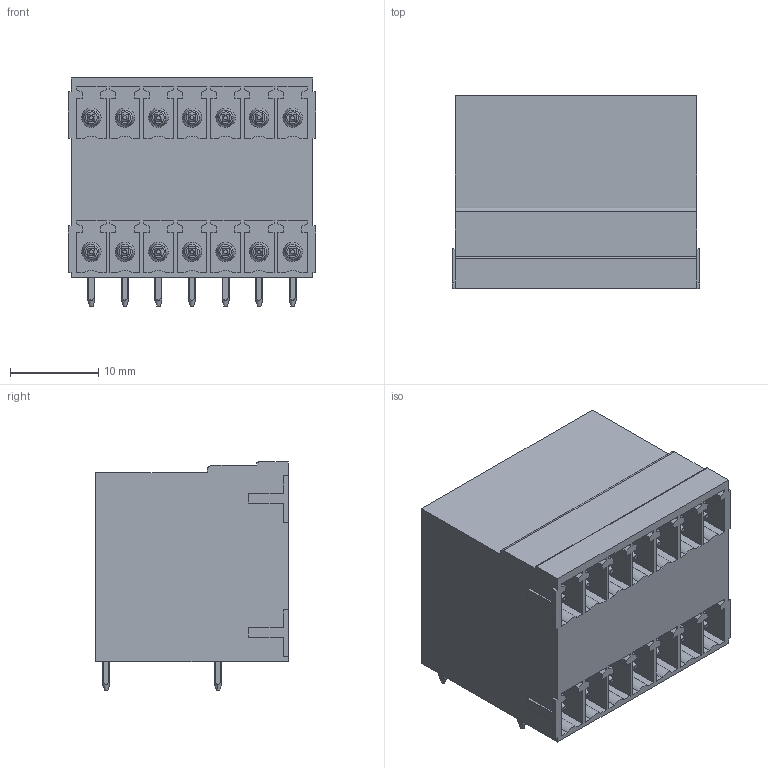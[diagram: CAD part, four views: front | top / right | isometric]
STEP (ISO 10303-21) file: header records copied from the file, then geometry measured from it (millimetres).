
FILE_DESCRIPTION(('CATIA V5 STEP Exchange','CAx-IF Rec.Pracs.--- Model Styling and Organization---1.2---2011-12-15'),'2;1');
FILE_NAME ('D1460822_0_1973780000_1973780000.stp','2018-10-05T05:21:35+00:00',('none'),('Weidmueller'),'CATIA Version 5-6 Release 2014','CATIA V5 STEP AP214','none');
FILE_SCHEMA(('AUTOMOTIVE_DESIGN { 1 0 10303 214 1 1 1 1 }'));
Length unit declared in the file: millimetre
Products named in the file (1): 1973780000
Bounding box: 28.06 x 21.9 x 25.9 mm (x, y, z)
Volume: 11543.2 mm3; surface area: 7349.1 mm2
Topology: 15 solids, 15 shells, 940 faces, 2576 edges, 1694 vertices
Faces by surface type: plane 616, cylinder 212, cone 84, torus 28
Entity records: 28653 total; most frequent: CARTESIAN_POINT 7781, ORIENTED_EDGE 5152, DIRECTION 2932, EDGE_CURVE 2576, VECTOR 1816, LINE 1816, VERTEX_POINT 1694, EDGE_LOOP 996
